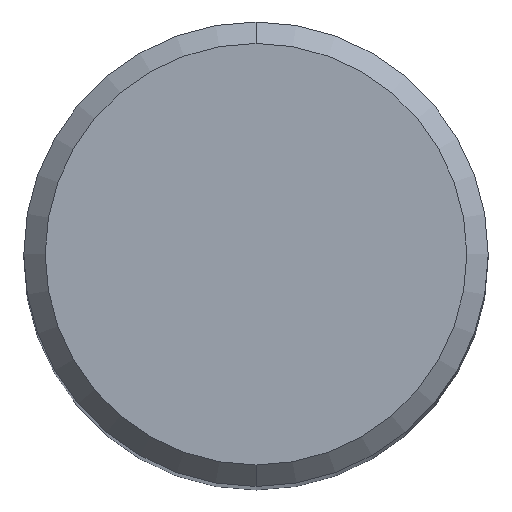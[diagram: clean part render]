
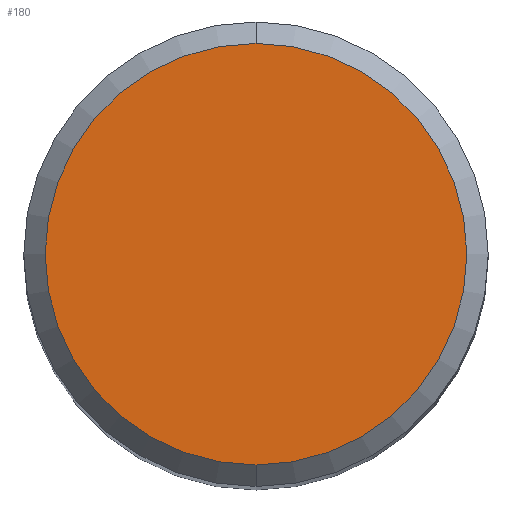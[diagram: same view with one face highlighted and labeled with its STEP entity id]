
A CAD part, top view. The second image highlights one B-rep face of the part: STEP entity #180.
In plain terms, the highlighted planar face has unit normal (0, 0, 1).
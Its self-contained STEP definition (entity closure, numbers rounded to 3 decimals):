
#134=VERTEX_POINT('',#340);
#150=VERTEX_POINT('',#357);
#180=ADVANCED_FACE('',(#390),#391,.T.);
#220=EDGE_CURVE('',#150,#134,#435,.T.);
#300=EDGE_CURVE('',#134,#150,#527,.T.);
#340=CARTESIAN_POINT('',(0.,-5.9,55.51));
#357=CARTESIAN_POINT('',(0.0,5.9,55.51));
#390=FACE_OUTER_BOUND('',#633,.T.);
#391=PLANE('',#634);
#435=CIRCLE('',#691,5.9);
#527=CIRCLE('',#809,5.9);
#633=EDGE_LOOP('',(#895,#896));
#634=AXIS2_PLACEMENT_3D('',#897,#898,#899);
#691=AXIS2_PLACEMENT_3D('',#948,#949,#950);
#809=AXIS2_PLACEMENT_3D('',#1076,#1077,#1078);
#895=ORIENTED_EDGE('',*,*,#220,.F.);
#896=ORIENTED_EDGE('',*,*,#300,.F.);
#897=CARTESIAN_POINT('',(0.0,2.95,55.51));
#898=DIRECTION('',(-0.0,0.0,1.0));
#899=DIRECTION('',(0.0,-1.0,0.0));
#948=CARTESIAN_POINT('',(0.0,0.0,55.51));
#949=DIRECTION('',(0.0,0.0,-1.0));
#950=DIRECTION('',(0.0,1.0,0.0));
#1076=CARTESIAN_POINT('',(0.0,0.0,55.51));
#1077=DIRECTION('',(0.0,0.0,-1.0));
#1078=DIRECTION('',(0.0,1.0,0.0));
